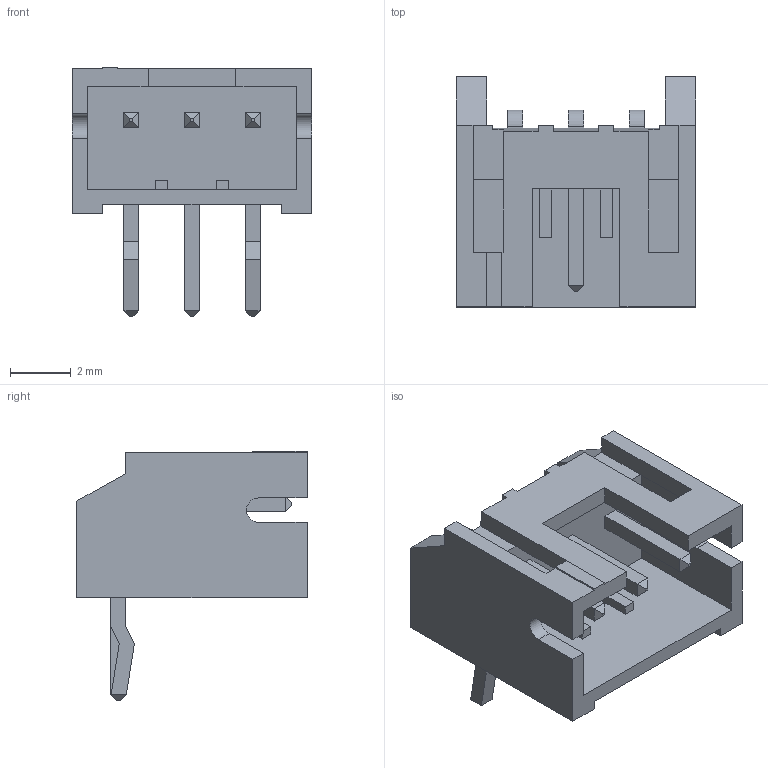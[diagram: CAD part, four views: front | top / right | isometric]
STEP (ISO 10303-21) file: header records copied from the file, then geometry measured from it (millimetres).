
FILE_DESCRIPTION(/* description */ ('model of JST_PH_S3B-PH-K_03x2.00mm_Angled.'),/* implementation_level */ FILE_NAME(/* name */ 'JST_PH_S3B-PH-K_03x2.00mm_Angled..stp',/* time_stamp */ '2017-07-06T00:05:01',/* author */ ('Rene Poeschl',''),/* organization */ (''),/* preprocessor_version */ '',/* originating_system */ '',/* authorisation */ '');
FILE_NAME(/* name */ 'JST_PH_S3B-PH-K_03x2.00mm_Angled..stp',/* time_stamp */ '2017-07-06T00:05:01',/* author */ ('Rene Poeschl',''),/* organization */ (''),/* preprocessor_version */ '',/* originating_system */ '',/* authorisation */ '');
FILE_SCHEMA(('AUTOMOTIVE_DESIGN_CC2 { 1 2 10303 214 -1 1 5 4 }'));
Length unit declared in the file: millimetre
Products named in the file (1): S03B_PH_K
Bounding box: 7.9 x 7.6 x 8.25 mm (x, y, z)
Volume: 122.1 mm3; surface area: 388.3 mm2
Topology: 1 solids, 1 shells, 142 faces, 404 edges, 266 vertices
Faces by surface type: plane 134, cylinder 8
Entity records: 5539 total; most frequent: CARTESIAN_POINT 813, ORIENTED_EDGE 808, DIRECTION 706, EDGE_CURVE 404, LINE 388, VECTOR 388, VERTEX_POINT 266, AXIS2_PLACEMENT_3D 159
